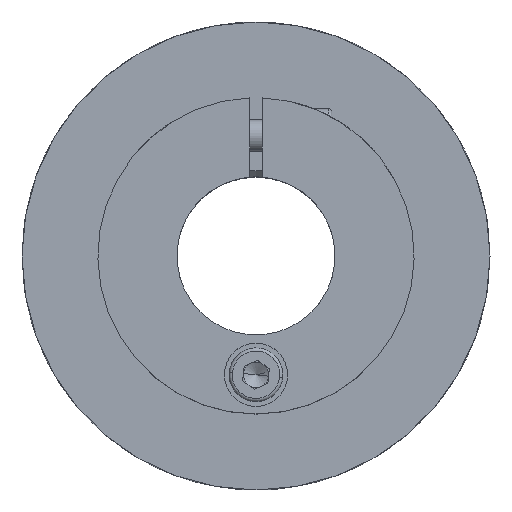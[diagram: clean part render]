
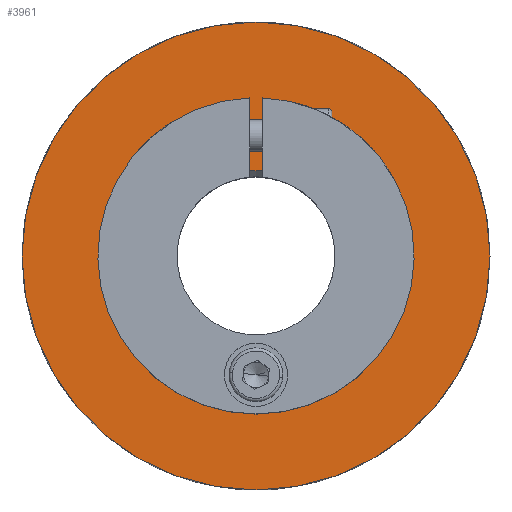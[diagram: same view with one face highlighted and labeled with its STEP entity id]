
A CAD part, top view. The second image highlights one B-rep face of the part: STEP entity #3961.
In plain terms, the highlighted planar face has unit normal (0, 0, 1).
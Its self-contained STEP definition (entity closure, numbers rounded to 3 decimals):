
#140 = ORIENTED_EDGE ( 'NONE', *, *, #1970, .F. ) ;
#148 = CARTESIAN_POINT ( 'NONE',  ( 0., -18.8, 0. ) ) ;
#180 = DIRECTION ( 'NONE',  ( 1., 0., 0. ) ) ;
#210 = DIRECTION ( 'NONE',  ( 0., 0., 1. ) ) ;
#322 = FACE_BOUND ( 'NONE', #444, .T. ) ;
#444 = EDGE_LOOP ( 'NONE', ( #140, #3963 ) ) ;
#495 = CARTESIAN_POINT ( 'NONE',  ( -13.525, 0., 0. ) ) ;
#590 = ORIENTED_EDGE ( 'NONE', *, *, #1825, .T. ) ;
#672 = DIRECTION ( 'NONE',  ( -1., 0., 0. ) ) ;
#755 = CIRCLE ( 'NONE', #3233, 2.1 ) ;
#760 = AXIS2_PLACEMENT_3D ( 'NONE', #2592, #4107, #672 ) ;
#850 = EDGE_LOOP ( 'NONE', ( #2595, #4632 ) ) ;
#878 = VERTEX_POINT ( 'NONE', #495 ) ;
#966 = CIRCLE ( 'NONE', #3120, 13.525 ) ;
#1053 = VERTEX_POINT ( 'NONE', #3710 ) ;
#1054 = PLANE ( 'NONE',  #760 ) ;
#1071 = CARTESIAN_POINT ( 'NONE',  ( 37., 0., 0. ) ) ;
#1263 = DIRECTION ( 'NONE',  ( 1., 0., 0. ) ) ;
#1330 = ORIENTED_EDGE ( 'NONE', *, *, #1880, .T. ) ;
#1360 = DIRECTION ( 'NONE',  ( 1., 0., 0. ) ) ;
#1457 = CIRCLE ( 'NONE', #3703, 37. ) ;
#1675 = VERTEX_POINT ( 'NONE', #4381 ) ;
#1676 = DIRECTION ( 'NONE',  ( 0., 0., 1. ) ) ;
#1690 = DIRECTION ( 'NONE',  ( 1., 0., 0. ) ) ;
#1825 = EDGE_CURVE ( 'NONE', #1053, #3103, #1457, .T. ) ;
#1880 = EDGE_CURVE ( 'NONE', #3103, #1053, #4314, .T. ) ;
#1970 = EDGE_CURVE ( 'NONE', #1675, #3244, #2895, .T. ) ;
#2012 = EDGE_CURVE ( 'NONE', #878, #2544, #966, .T. ) ;
#2048 = DIRECTION ( 'NONE',  ( 0., 0., -1. ) ) ;
#2369 = AXIS2_PLACEMENT_3D ( 'NONE', #3168, #2048, #4377 ) ;
#2544 = VERTEX_POINT ( 'NONE', #4866 ) ;
#2592 = CARTESIAN_POINT ( 'NONE',  ( 0., 12.525, 0. ) ) ;
#2595 = ORIENTED_EDGE ( 'NONE', *, *, #4058, .T. ) ;
#2769 = CIRCLE ( 'NONE', #2369, 13.525 ) ;
#2783 = EDGE_CURVE ( 'NONE', #3244, #1675, #755, .T. ) ;
#2808 = CARTESIAN_POINT ( 'NONE',  ( 0., 0., 0. ) ) ;
#2872 = CARTESIAN_POINT ( 'NONE',  ( 0., -18.8, 0. ) ) ;
#2895 = CIRCLE ( 'NONE', #4704, 2.1 ) ;
#3039 = FACE_BOUND ( 'NONE', #850, .T. ) ;
#3103 = VERTEX_POINT ( 'NONE', #1071 ) ;
#3120 = AXIS2_PLACEMENT_3D ( 'NONE', #3723, #4084, #4441 ) ;
#3168 = CARTESIAN_POINT ( 'NONE',  ( 0., 0., 0. ) ) ;
#3233 = AXIS2_PLACEMENT_3D ( 'NONE', #2872, #1676, #1360 ) ;
#3244 = VERTEX_POINT ( 'NONE', #4035 ) ;
#3703 = AXIS2_PLACEMENT_3D ( 'NONE', #3956, #3912, #1263 ) ;
#3710 = CARTESIAN_POINT ( 'NONE',  ( -37., 0., 0. ) ) ;
#3723 = CARTESIAN_POINT ( 'NONE',  ( 0., 0., 0. ) ) ;
#3912 = DIRECTION ( 'NONE',  ( 0., 0., 1. ) ) ;
#3956 = CARTESIAN_POINT ( 'NONE',  ( 0., 0., 0. ) ) ;
#3961 = ADVANCED_FACE ( 'NONE', ( #322, #3039, #4498 ), #1054, .F. ) ;
#3963 = ORIENTED_EDGE ( 'NONE', *, *, #2783, .F. ) ;
#4035 = CARTESIAN_POINT ( 'NONE',  ( -2.1, -18.8, 0. ) ) ;
#4058 = EDGE_CURVE ( 'NONE', #2544, #878, #2769, .T. ) ;
#4084 = DIRECTION ( 'NONE',  ( 0., 0., -1. ) ) ;
#4107 = DIRECTION ( 'NONE',  ( 0., 0., -1. ) ) ;
#4129 = EDGE_LOOP ( 'NONE', ( #1330, #590 ) ) ;
#4314 = CIRCLE ( 'NONE', #4873, 37. ) ;
#4327 = DIRECTION ( 'NONE',  ( 0., 0., 1. ) ) ;
#4377 = DIRECTION ( 'NONE',  ( -1., 0., 0. ) ) ;
#4381 = CARTESIAN_POINT ( 'NONE',  ( 2.1, -18.8, 0. ) ) ;
#4441 = DIRECTION ( 'NONE',  ( -1., 0., 0. ) ) ;
#4498 = FACE_OUTER_BOUND ( 'NONE', #4129, .T. ) ;
#4632 = ORIENTED_EDGE ( 'NONE', *, *, #2012, .T. ) ;
#4704 = AXIS2_PLACEMENT_3D ( 'NONE', #148, #210, #1690 ) ;
#4866 = CARTESIAN_POINT ( 'NONE',  ( 13.525, 0., 0. ) ) ;
#4873 = AXIS2_PLACEMENT_3D ( 'NONE', #2808, #4327, #180 ) ;
